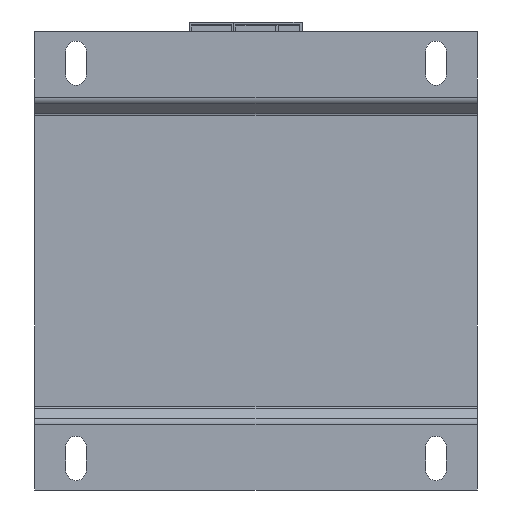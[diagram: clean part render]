
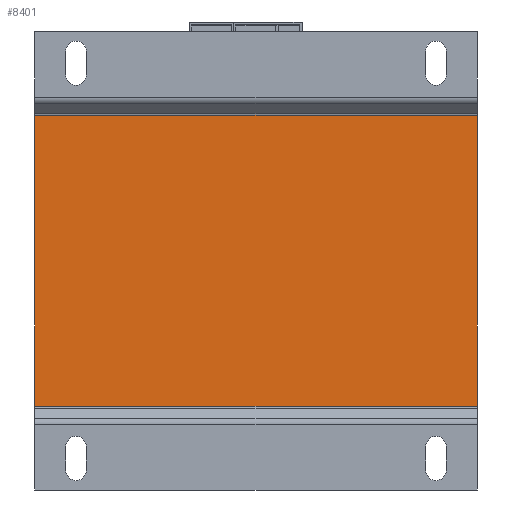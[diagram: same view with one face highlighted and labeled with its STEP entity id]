
A CAD part, front view. The second image highlights one B-rep face of the part: STEP entity #8401.
In plain terms, the highlighted planar face has unit normal (0, -1, 0).
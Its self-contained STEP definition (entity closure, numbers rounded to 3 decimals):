
#159 = EDGE_LOOP ( 'NONE', ( #17202, #6354, #4212, #11669 ) ) ;
#790 = PLANE ( 'NONE',  #7995 ) ;
#1459 = DIRECTION ( 'NONE',  ( -1., 0., 0. ) ) ;
#1553 = LINE ( 'NONE', #10726, #10818 ) ;
#1832 = LINE ( 'NONE', #12107, #12927 ) ;
#2513 = DIRECTION ( 'NONE',  ( 0., 1., 0. ) ) ;
#3879 = VECTOR ( 'NONE', #1459, 1000. ) ;
#4212 = ORIENTED_EDGE ( 'NONE', *, *, #6927, .F. ) ;
#4489 = CARTESIAN_POINT ( 'NONE',  ( -75., -64.5, -49.313 ) ) ;
#4625 = EDGE_CURVE ( 'NONE', #8469, #6319, #1553, .T. ) ;
#6319 = VERTEX_POINT ( 'NONE', #8974 ) ;
#6354 = ORIENTED_EDGE ( 'NONE', *, *, #4625, .T. ) ;
#6927 = EDGE_CURVE ( 'NONE', #17930, #6319, #1832, .T. ) ;
#7331 = CARTESIAN_POINT ( 'NONE',  ( 0., -64.5, -49.313 ) ) ;
#7995 = AXIS2_PLACEMENT_3D ( 'NONE', #15762, #2513, #18581 ) ;
#8288 = CARTESIAN_POINT ( 'NONE',  ( 75., -64.5, 49.313 ) ) ;
#8329 = CARTESIAN_POINT ( 'NONE',  ( 75., -64.5, -77.7 ) ) ;
#8401 = ADVANCED_FACE ( 'NONE', ( #10774 ), #790, .F. ) ;
#8466 = DIRECTION ( 'NONE',  ( 0., 0., -1. ) ) ;
#8469 = VERTEX_POINT ( 'NONE', #8288 ) ;
#8974 = CARTESIAN_POINT ( 'NONE',  ( -75., -64.5, 49.313 ) ) ;
#10671 = DIRECTION ( 'NONE',  ( 0., 0., 1. ) ) ;
#10726 = CARTESIAN_POINT ( 'NONE',  ( 0., -64.5, 49.313 ) ) ;
#10774 = FACE_OUTER_BOUND ( 'NONE', #159, .T. ) ;
#10818 = VECTOR ( 'NONE', #13443, 1000. ) ;
#11669 = ORIENTED_EDGE ( 'NONE', *, *, #11979, .F. ) ;
#11979 = EDGE_CURVE ( 'NONE', #17838, #17930, #12683, .T. ) ;
#12107 = CARTESIAN_POINT ( 'NONE',  ( -75., -64.5, -77.7 ) ) ;
#12683 = LINE ( 'NONE', #7331, #3879 ) ;
#12927 = VECTOR ( 'NONE', #10671, 1000. ) ;
#13009 = VECTOR ( 'NONE', #8466, 1000. ) ;
#13443 = DIRECTION ( 'NONE',  ( -1., 0., 0. ) ) ;
#15762 = CARTESIAN_POINT ( 'NONE',  ( 0., -64.5, 0. ) ) ;
#17202 = ORIENTED_EDGE ( 'NONE', *, *, #18910, .F. ) ;
#17838 = VERTEX_POINT ( 'NONE', #18865 ) ;
#17930 = VERTEX_POINT ( 'NONE', #4489 ) ;
#18558 = LINE ( 'NONE', #8329, #13009 ) ;
#18581 = DIRECTION ( 'NONE',  ( 0., 0., 1. ) ) ;
#18865 = CARTESIAN_POINT ( 'NONE',  ( 75., -64.5, -49.313 ) ) ;
#18910 = EDGE_CURVE ( 'NONE', #8469, #17838, #18558, .T. ) ;
